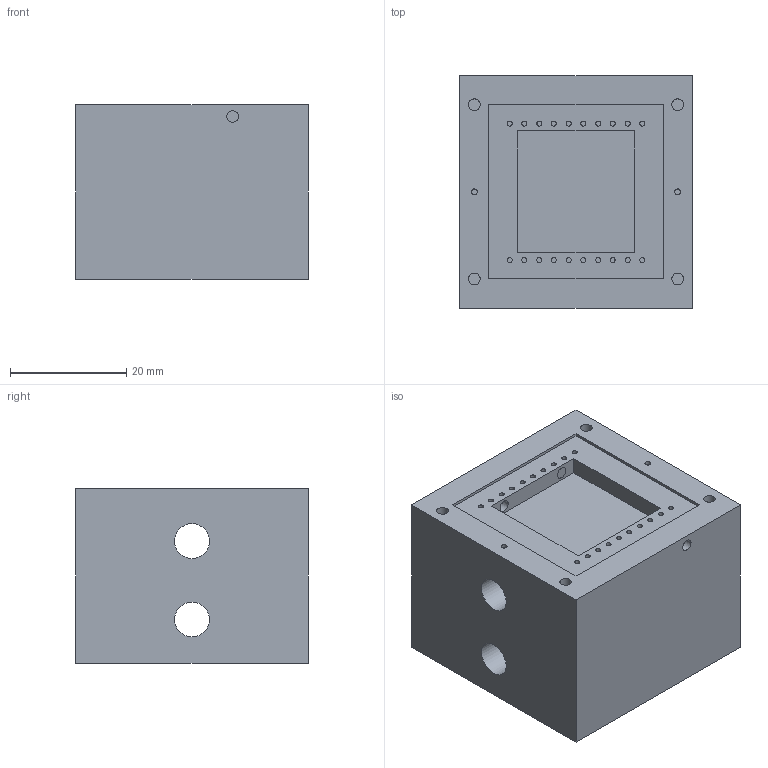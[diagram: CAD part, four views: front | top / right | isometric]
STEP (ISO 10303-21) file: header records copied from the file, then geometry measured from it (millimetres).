
FILE_DESCRIPTION(('FreeCAD Model'),'2;1');
FILE_NAME('substrate_holder1.1.step','2020-11-27T10:18:48',('Author') ,(''),'Open CASCADE STEP processor 7.3','FreeCAD','Unknown');
FILE_SCHEMA(('AUTOMOTIVE_DESIGN { 1 0 10303 214 1 1 1 1 }'));
Length unit declared in the file: millimetre
Products named in the file (1): difference031
Bounding box: 40 x 40 x 30 mm (x, y, z)
Volume: 43926 mm3; surface area: 9918.3 mm2
Topology: 1 solids, 1 shells, 74 faces, 134 edges, 90 vertices
Faces by surface type: plane 44, cylinder 30
Full cylindrical faces by diameter (mm): 0.864 x20, 1 x2, 2 x6, 6 x2
Entity records: 4233 total; most frequent: CARTESIAN_POINT 743, DIRECTION 580, ORIENTED_EDGE 268, PCURVE 268, DEFINITIONAL_REPRESENTATION 268, LINE 245, VECTOR 245, AXIS2_PLACEMENT_3D 138
